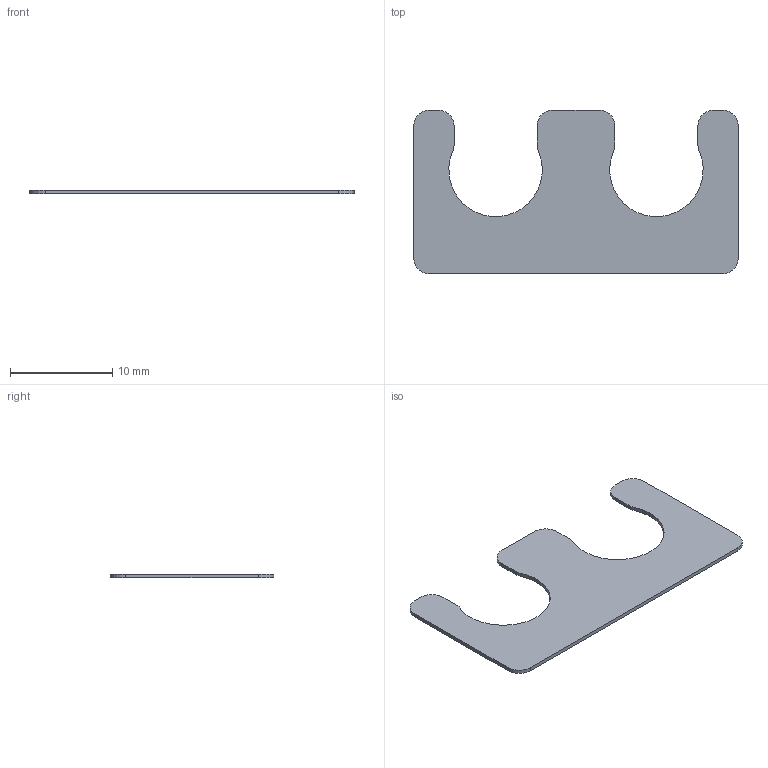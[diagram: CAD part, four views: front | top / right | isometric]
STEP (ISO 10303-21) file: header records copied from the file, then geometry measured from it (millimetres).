
FILE_DESCRIPTION(/* description */ ('STEP AP242','CAx-IF Rec.Pracs.---Representation and Presentation of Product Manufacturing Information (PMI)---4.0---2014-10-13','CAx-IF Rec.Pracs.---3D Tessellated Geometry---0.4---2014-09-14','2;1'),/* implementation_level */ '2;1');
FILE_NAME(/* name */ '6267feca12b2a15584266b97',/* time_stamp */ '2022-04-26T14:16:43+00:00',/* author */ (''),/* organization */ (''),/* preprocessor_version */ 'ST-DEVELOPER v18.101',/* originating_system */ ' ',/* authorisation */ ' ');
FILE_SCHEMA (('AP242_MANAGED_MODEL_BASED_3D_ENGINEERING_MIM_LF { 1 0 10303 442 1 1 4 }'));
Length unit declared in the file: metre
Products named in the file (1): DSCH005-E015
Bounding box: 31.75 x 16 x 0.38 mm (x, y, z)
Volume: 129.7 mm3; surface area: 729.2 mm2
Topology: 1 solids, 1 shells, 26 faces, 72 edges, 48 vertices
Faces by surface type: cylinder 14, plane 12
Entity records: 866 total; most frequent: DIRECTION 154, CARTESIAN_POINT 147, ORIENTED_EDGE 144, EDGE_CURVE 72, AXIS2_PLACEMENT_3D 55, VERTEX_POINT 48, LINE 44, VECTOR 44
